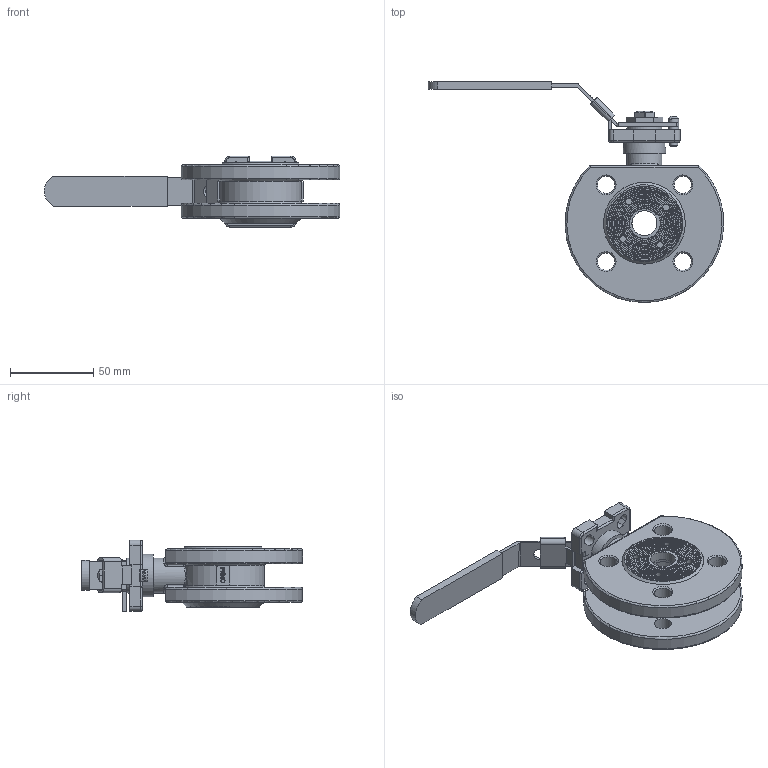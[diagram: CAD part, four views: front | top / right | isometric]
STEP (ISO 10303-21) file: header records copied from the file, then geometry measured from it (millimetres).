
FILE_DESCRIPTION(/* description */ ('Unknown'),/* implementation_level */ '2;1');
FILE_NAME(/* name */ '939-04_(8M.460.015)',/* time_stamp */ '2021-09-10T09:33:03+02:00',/* author */ ('Unknown'),/* organization */ ('Unknown'),/* preprocessor_version */ 'ST-DEVELOPER v16.7',/* originating_system */ 'Solid Edge',/* authorisation */ 'Unknown');
FILE_SCHEMA (('AUTOMOTIVE_DESIGN {1 0 10303 214 3 1 1}'));
Products named in the file (14): 939-04_(8M.460.015); Plasti Cover; Small hex thin nuts-Fine pitch thread GB_GB_FASTENER_NUT_SSFNTT M12X1.
25-N; Plate Washer; Cap; Stem Packing; Bellevlle Washer; Nut Stopper; Stem; Lock Device; Small hex thin nuts-Fine pitch thread GB_GB_FASTENER_NUT_SSFNTT M14X1.
0-N; Body; Stop Pin; Handle
Assembly tree (14 placements, depth 2):
  939-04_(8M.460.015)
    Plasti Cover
    Small hex thin nuts-Fine pitch thread GB_GB_FASTENER_NUT_SSFNTT M12X1.
25-N
    Plate Washer
    Cap
    Stem Packing
    Bellevlle Washer  x2
    Nut Stopper
    Stem
    Lock Device
    Small hex thin nuts-Fine pitch thread GB_GB_FASTENER_NUT_SSFNTT M14X1.
0-N
    Body
    Stop Pin
    Handle
Bounding box: 176.91 x 132.43 x 42.98 mm (x, y, z)
Volume: 157040.1 mm3; surface area: 66580 mm2
Topology: 16 solids, 16 shells, 849 faces, 2176 edges, 1419 vertices
Faces by surface type: plane 485, bspline 164, cylinder 130, cone 44, torus 22, sphere 4
Full cylindrical faces by diameter (mm): 4 x4, 5 x2, 6 x1, 8 x1, 8.6 x1, 9.6 x1, 10.3 x8, 10.647 x1, 12 x2, 12.3 x2, 12.4 x1, 12.6 x2, 12.7 x1, 12.8 x1, 12.917 x1, 15 x2, 15.8 x1, 16 x2, 20 x2, 21 x2, 21.6 x1, 22 x2, 25.5 x1, 25.8 x1, 26.6 x1, 27 x1, 33 x1, 46 x1, 49 x2
Entity records: 46253 total; most frequent: CARTESIAN_POINT 26745, ORIENTED_EDGE 4140, DIRECTION 3365, EDGE_CURVE 2070, VERTEX_POINT 1396, LINE 1275, VECTOR 1275, AXIS2_PLACEMENT_3D 1045
